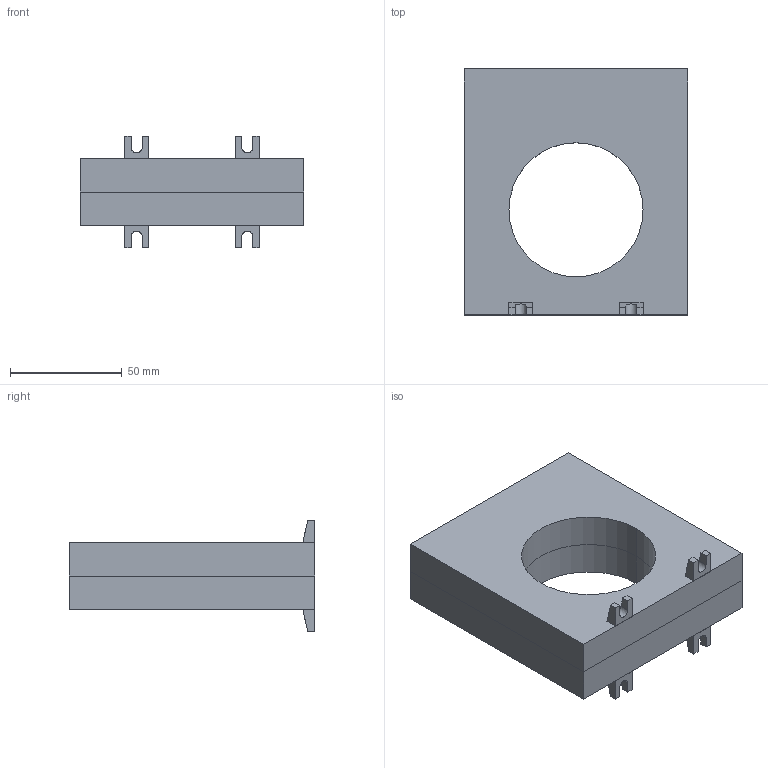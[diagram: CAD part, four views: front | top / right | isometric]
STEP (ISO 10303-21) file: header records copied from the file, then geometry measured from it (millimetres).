
FILE_DESCRIPTION((''),'2;1');
FILE_NAME('3d_31RT60.stp','2012-10-03T09:43:27',(''),(''),'Mechanical Desktop 2011','Mechanical Desktop 2011',', , ');
FILE_SCHEMA(('CONFIG_CONTROL_DESIGN'));
Length unit declared in the file: millimetre
Products named in the file (1): Product
Bounding box: 100 x 110 x 50 mm (x, y, z)
Volume: 246436.2 mm3; surface area: 52455.2 mm2
Topology: 6 solids, 6 shells, 56 faces, 132 edges, 88 vertices
Faces by surface type: plane 30, bspline 20, cylinder 6
Entity records: 1711 total; most frequent: CARTESIAN_POINT 365, ORIENTED_EDGE 264, DIRECTION 222, EDGE_CURVE 132, VECTOR 116, LINE 116, VERTEX_POINT 88, EDGE_LOOP 60
